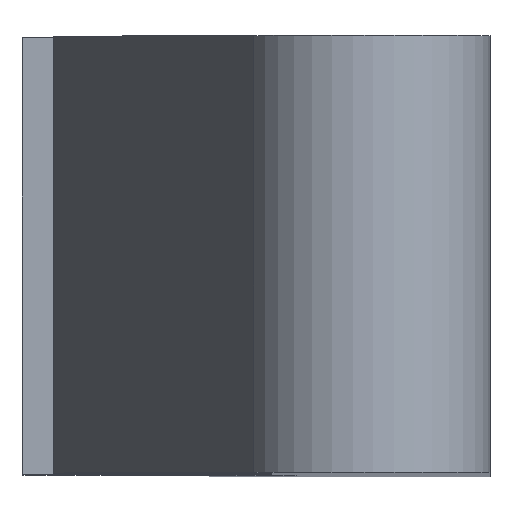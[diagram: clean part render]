
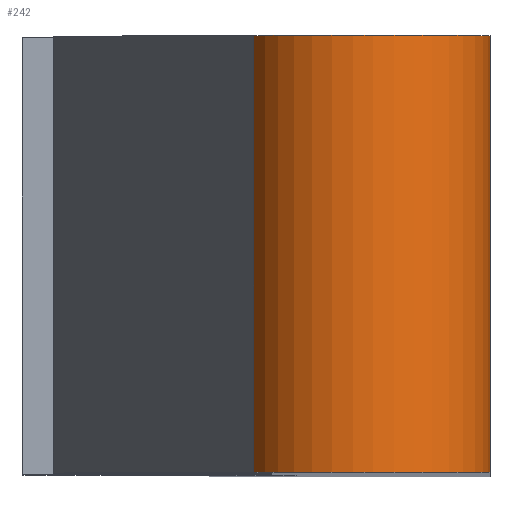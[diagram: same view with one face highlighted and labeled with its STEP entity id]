
A CAD part, top view. The second image highlights one B-rep face of the part: STEP entity #242.
In plain terms, the highlighted cylindrical face has radius 4 mm (diameter 8 mm), a partial arc.
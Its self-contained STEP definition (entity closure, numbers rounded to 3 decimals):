
#140=EDGE_CURVE('',#152,#186,#365,.T.);
#150=EDGE_CURVE('',#152,#166,#378,.T.);
#152=VERTEX_POINT('',#380);
#156=EDGE_CURVE('',#198,#166,#384,.T.);
#166=VERTEX_POINT('',#396);
#176=EDGE_CURVE('',#186,#198,#407,.T.);
#186=VERTEX_POINT('',#417);
#198=VERTEX_POINT('',#430);
#242=ADVANCED_FACE('',(#481),#482,.T.);
#365=CIRCLE('',#606,4.);
#378=LINE('',#623,#624);
#380=CARTESIAN_POINT('',(9.0,7.0,46.0));
#384=CIRCLE('',#633,4.);
#396=CARTESIAN_POINT('',(9.0,-7.0,46.0));
#407=LINE('',#663,#664);
#417=CARTESIAN_POINT('',(1.425,7.0,47.795));
#430=CARTESIAN_POINT('',(1.425,-7.0,47.795));
#481=FACE_OUTER_BOUND('',#764,.T.);
#482=CYLINDRICAL_SURFACE('',#765,4.);
#606=AXIS2_PLACEMENT_3D('',#918,#919,#920);
#623=CARTESIAN_POINT('',(9.0,7.0,46.0));
#624=VECTOR('',#950,1.0);
#633=AXIS2_PLACEMENT_3D('',#952,#953,#954);
#663=CARTESIAN_POINT('',(1.425,7.0,47.795));
#664=VECTOR('',#982,1.0);
#764=EDGE_LOOP('',(#1065,#1066,#1067,#1068));
#765=AXIS2_PLACEMENT_3D('',#1069,#1070,#1071);
#918=CARTESIAN_POINT('',(5.,7.0,46.0));
#919=DIRECTION('',(0.0,-1.0,0.0));
#920=DIRECTION('',(1.0,0.0,0.));
#950=DIRECTION('',(0.0,-1.0,0.0));
#952=CARTESIAN_POINT('',(5.,-7.0,46.0));
#953=DIRECTION('',(0.0,1.0,0.0));
#954=DIRECTION('',(1.0,0.0,0.));
#982=DIRECTION('',(0.0,-1.0,0.0));
#1065=ORIENTED_EDGE('',*,*,#156,.T.);
#1066=ORIENTED_EDGE('',*,*,#150,.F.);
#1067=ORIENTED_EDGE('',*,*,#140,.T.);
#1068=ORIENTED_EDGE('',*,*,#176,.T.);
#1069=CARTESIAN_POINT('',(5.,7.0,46.0));
#1070=DIRECTION('',(-0.0,1.0,-0.0));
#1071=DIRECTION('',(1.0,0.0,0.));
